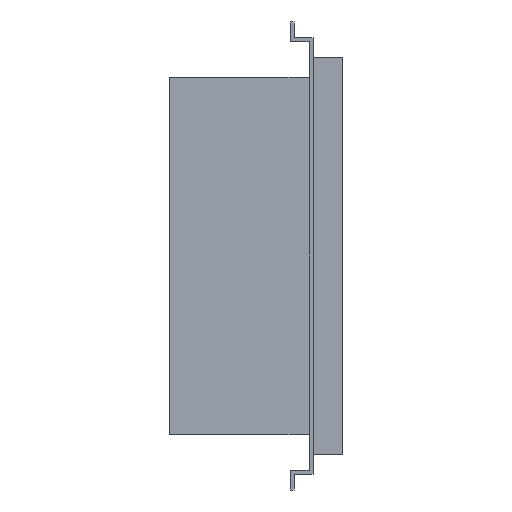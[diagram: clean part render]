
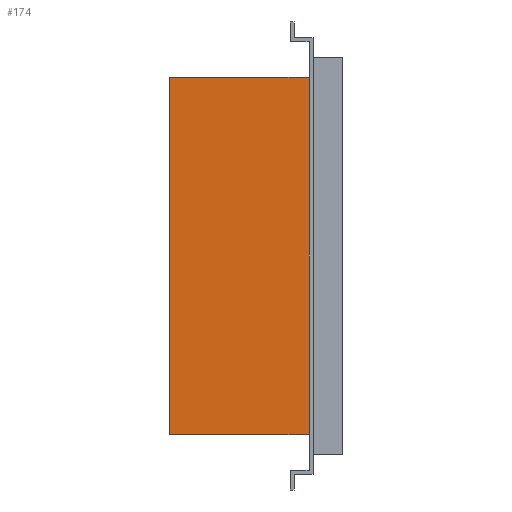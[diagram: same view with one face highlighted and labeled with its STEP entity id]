
A CAD part, left-side view. The second image highlights one B-rep face of the part: STEP entity #174.
In plain terms, the highlighted planar face has unit normal (-1, 0, 0).
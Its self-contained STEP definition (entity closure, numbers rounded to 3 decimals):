
#30 = DIRECTION ( 'NONE',  ( 1., 0., 0. ) ) ;
#95 = DIRECTION ( 'NONE',  ( 0., 0., -1. ) ) ;
#105 = EDGE_CURVE ( 'NONE', #668, #622, #335, .T. ) ;
#115 = VECTOR ( 'NONE', #674, 1000. ) ;
#135 = LINE ( 'NONE', #730, #115 ) ;
#144 = CARTESIAN_POINT ( 'NONE',  ( -72.018, 73., 0. ) ) ;
#152 = DIRECTION ( 'NONE',  ( 0., 0., 1. ) ) ;
#174 = ADVANCED_FACE ( 'NONE', ( #222 ), #386, .F. ) ;
#222 = FACE_OUTER_BOUND ( 'NONE', #812, .T. ) ;
#240 = CARTESIAN_POINT ( 'NONE',  ( -72.018, 2., -0.535 ) ) ;
#247 = EDGE_CURVE ( 'NONE', #622, #733, #804, .T. ) ;
#276 = VECTOR ( 'NONE', #152, 1000. ) ;
#282 = CARTESIAN_POINT ( 'NONE',  ( -72.018, 73., -182.535 ) ) ;
#290 = DIRECTION ( 'NONE',  ( 0., 0., 1. ) ) ;
#294 = AXIS2_PLACEMENT_3D ( 'NONE', #704, #30, #95 ) ;
#333 = DIRECTION ( 'NONE',  ( 0., -1., 0. ) ) ;
#335 = LINE ( 'NONE', #144, #276 ) ;
#386 = PLANE ( 'NONE',  #294 ) ;
#403 = ORIENTED_EDGE ( 'NONE', *, *, #247, .F. ) ;
#424 = EDGE_CURVE ( 'NONE', #593, #733, #684, .T. ) ;
#469 = ORIENTED_EDGE ( 'NONE', *, *, #105, .F. ) ;
#593 = VERTEX_POINT ( 'NONE', #807 ) ;
#620 = EDGE_CURVE ( 'NONE', #668, #593, #135, .T. ) ;
#622 = VERTEX_POINT ( 'NONE', #659 ) ;
#655 = VECTOR ( 'NONE', #290, 1000. ) ;
#659 = CARTESIAN_POINT ( 'NONE',  ( -72.018, 73., -0.535 ) ) ;
#668 = VERTEX_POINT ( 'NONE', #282 ) ;
#674 = DIRECTION ( 'NONE',  ( 0., -1., 0. ) ) ;
#684 = LINE ( 'NONE', #753, #655 ) ;
#704 = CARTESIAN_POINT ( 'NONE',  ( -72.018, 73., 0. ) ) ;
#729 = CARTESIAN_POINT ( 'NONE',  ( -72.018, 73., -0.535 ) ) ;
#730 = CARTESIAN_POINT ( 'NONE',  ( -72.018, 73., -182.535 ) ) ;
#733 = VERTEX_POINT ( 'NONE', #240 ) ;
#753 = CARTESIAN_POINT ( 'NONE',  ( -72.018, 2., 0. ) ) ;
#802 = ORIENTED_EDGE ( 'NONE', *, *, #620, .T. ) ;
#804 = LINE ( 'NONE', #729, #827 ) ;
#807 = CARTESIAN_POINT ( 'NONE',  ( -72.018, 2., -182.535 ) ) ;
#812 = EDGE_LOOP ( 'NONE', ( #869, #403, #469, #802 ) ) ;
#827 = VECTOR ( 'NONE', #333, 1000. ) ;
#869 = ORIENTED_EDGE ( 'NONE', *, *, #424, .T. ) ;
